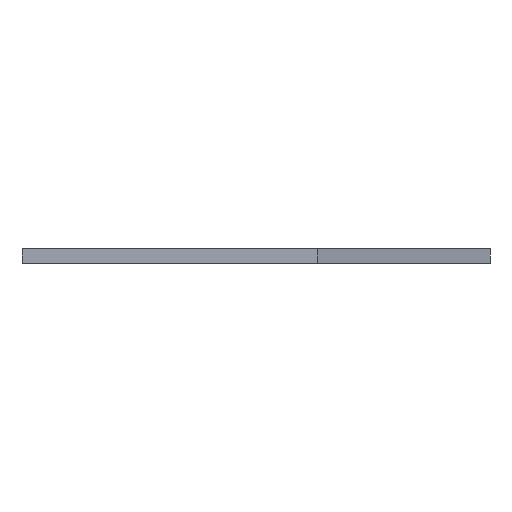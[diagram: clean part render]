
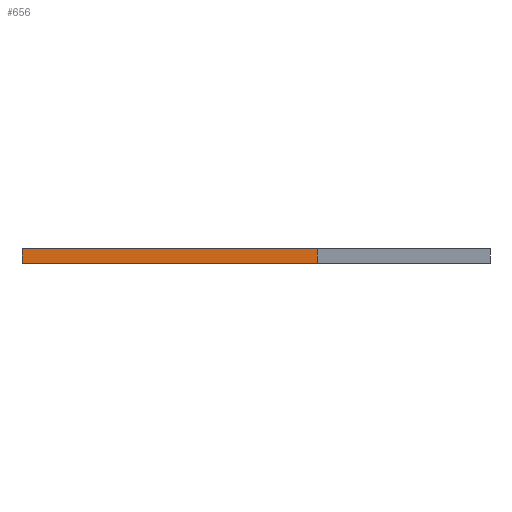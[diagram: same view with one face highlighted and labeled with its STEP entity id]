
A CAD part, left-side view. The second image highlights one B-rep face of the part: STEP entity #656.
In plain terms, the highlighted planar face has unit normal (-1, 0, 0).
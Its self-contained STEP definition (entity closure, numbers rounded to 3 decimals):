
#53 = DIRECTION ( 'NONE',  ( 0., -1., 0. ) ) ;
#143 = ORIENTED_EDGE ( 'NONE', *, *, #229, .T. ) ;
#215 = VECTOR ( 'NONE', #943, 1000. ) ;
#229 = EDGE_CURVE ( 'NONE', #284, #950, #658, .T. ) ;
#240 = CARTESIAN_POINT ( 'NONE',  ( -50., 0., -1.5 ) ) ;
#242 = ORIENTED_EDGE ( 'NONE', *, *, #454, .F. ) ;
#244 = VECTOR ( 'NONE', #312, 1000. ) ;
#276 = CARTESIAN_POINT ( 'NONE',  ( -50., -31.525, 0. ) ) ;
#284 = VERTEX_POINT ( 'NONE', #906 ) ;
#291 = VECTOR ( 'NONE', #412, 1000. ) ;
#299 = CARTESIAN_POINT ( 'NONE',  ( -50., -31.525, -1.5 ) ) ;
#312 = DIRECTION ( 'NONE',  ( 0., 0., 1. ) ) ;
#376 = PLANE ( 'NONE',  #585 ) ;
#381 = CARTESIAN_POINT ( 'NONE',  ( -50., -31.525, -1.5 ) ) ;
#412 = DIRECTION ( 'NONE',  ( 0., 0., 1. ) ) ;
#418 = EDGE_CURVE ( 'NONE', #521, #950, #897, .T. ) ;
#442 = LINE ( 'NONE', #240, #244 ) ;
#454 = EDGE_CURVE ( 'NONE', #717, #521, #442, .T. ) ;
#455 = DIRECTION ( 'NONE',  ( -1., 0., 0. ) ) ;
#461 = ORIENTED_EDGE ( 'NONE', *, *, #903, .T. ) ;
#462 = VECTOR ( 'NONE', #474, 1000. ) ;
#474 = DIRECTION ( 'NONE',  ( 0., -1., 0. ) ) ;
#495 = CARTESIAN_POINT ( 'NONE',  ( -50., -31.525, -1.5 ) ) ;
#521 = VERTEX_POINT ( 'NONE', #963 ) ;
#585 = AXIS2_PLACEMENT_3D ( 'NONE', #299, #455, #53 ) ;
#630 = LINE ( 'NONE', #381, #215 ) ;
#656 = ADVANCED_FACE ( 'NONE', ( #761 ), #376, .T. ) ;
#658 = LINE ( 'NONE', #495, #291 ) ;
#717 = VERTEX_POINT ( 'NONE', #832 ) ;
#739 = CARTESIAN_POINT ( 'NONE',  ( -50., -31.525, 0. ) ) ;
#761 = FACE_OUTER_BOUND ( 'NONE', #871, .T. ) ;
#779 = ORIENTED_EDGE ( 'NONE', *, *, #418, .F. ) ;
#832 = CARTESIAN_POINT ( 'NONE',  ( -50., 0., -1.5 ) ) ;
#871 = EDGE_LOOP ( 'NONE', ( #779, #242, #461, #143 ) ) ;
#897 = LINE ( 'NONE', #739, #462 ) ;
#903 = EDGE_CURVE ( 'NONE', #717, #284, #630, .T. ) ;
#906 = CARTESIAN_POINT ( 'NONE',  ( -50., -31.525, -1.5 ) ) ;
#943 = DIRECTION ( 'NONE',  ( 0., -1., 0. ) ) ;
#950 = VERTEX_POINT ( 'NONE', #276 ) ;
#963 = CARTESIAN_POINT ( 'NONE',  ( -50., 0., 0. ) ) ;
